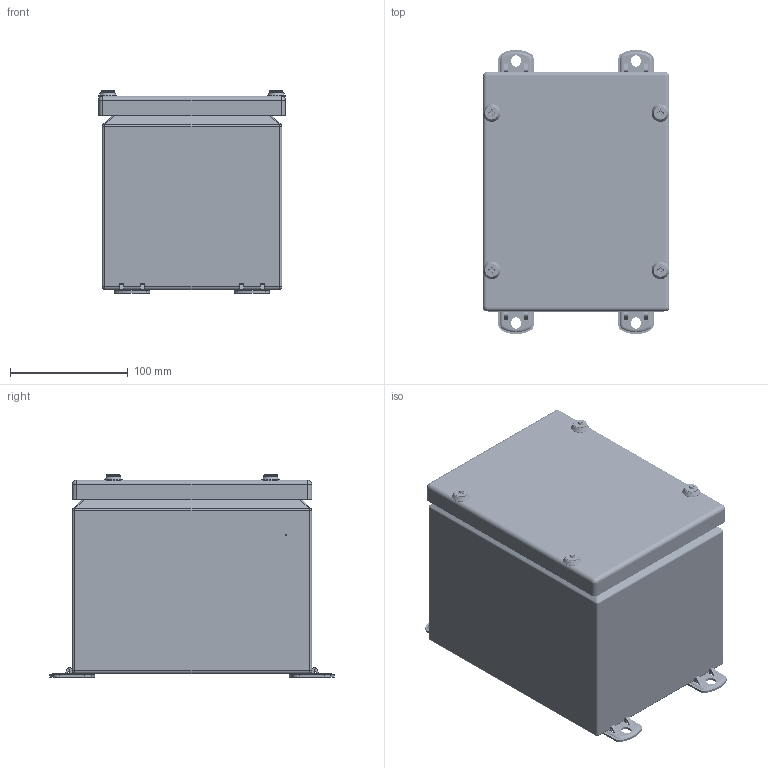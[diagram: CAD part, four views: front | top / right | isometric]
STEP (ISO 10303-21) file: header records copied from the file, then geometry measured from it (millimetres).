
FILE_DESCRIPTION(/* description */ ('5412ESSSC 8" x 6" x 6" Assembly'),/* implementation_level */ '2;1');
FILE_NAME(/* name */ '5412ESSSC080606.stp',/* time_stamp */ '2025-05-16T10:06:47-04:00',/* author */ ('BoxCad'),/* organization */ (''),/* preprocessor_version */ 'ST-DEVELOPER v20',/* originating_system */ 'Autodesk Inventor 2024',/* authorisation */ '');
FILE_SCHEMA (('AUTOMOTIVE_DESIGN { 1 0 10303 214 3 1 1 }'));
Products named in the file (19): 5412ESSSC080606; 5412ESSSC080606B; 5412ESSSC080606B-P; STK-Q-08500; RIVET_NUT_SS_M5_FH_OE; RIVET_NUT_SS_M6_FH_CE; 880SP0806G; 880SP0806G-P; 5412ESSSC080606AK; STK-Q-71350; STK-Q-03200; STK-Q-03075; STK-Q-77290; STK-Q-03045; 5412ESSSC080606C; 5412ESSSC080606C-P; 5412ESSSC080606G; STK-S-00100; STANDOFF_SS_M6 x 10mm
Assembly tree (43 placements, depth 3):
  5412ESSSC080606
    5412ESSSC080606B
      5412ESSSC080606B-P
      STK-Q-08500  x4
      RIVET_NUT_SS_M5_FH_OE  x4
      STANDOFF_SS_M6 x 10mm
      RIVET_NUT_SS_M6_FH_CE  x4
    880SP0806G
      880SP0806G-P
    5412ESSSC080606AK
      STK-Q-71350  x4
      STK-Q-03200  x4
      STK-Q-03075  x4
      STK-Q-03045  x4
      STK-Q-77290  x4
    5412ESSSC080606C
      5412ESSSC080606C-P
      5412ESSSC080606G
      STK-S-00100
      STANDOFF_SS_M6 x 10mm
Bounding box: 158.4 x 241.2 x 171.39 mm (x, y, z)
Volume: 333724.3 mm3; surface area: 477995 mm2
Topology: 39 solids, 39 shells, 4768 faces, 11802 edges, 7076 vertices
Faces by surface type: plane 2344, cylinder 1164, torus 552, bspline 336, cone 256, sphere 116
Full cylindrical faces by diameter (mm): 0.762 x6, 0.9 x6, 3.5 x4, 4 x4, 4.9 x16, 5 x4, 5.029 x4, 5.03 x4, 5.1 x30, 5.9 x68, 6.1 x6, 7.024 x4, 7.036 x4, 8.128 x4, 10 x6, 12.7 x4, 13 x4, 15 x4
Entity records: 52818 total; most frequent: CARTESIAN_POINT 17838, DIRECTION 7356, ORIENTED_EDGE 7080, EDGE_CURVE 3540, AXIS2_PLACEMENT_3D 2683, VERTEX_POINT 2140, LINE 1990, VECTOR 1990
